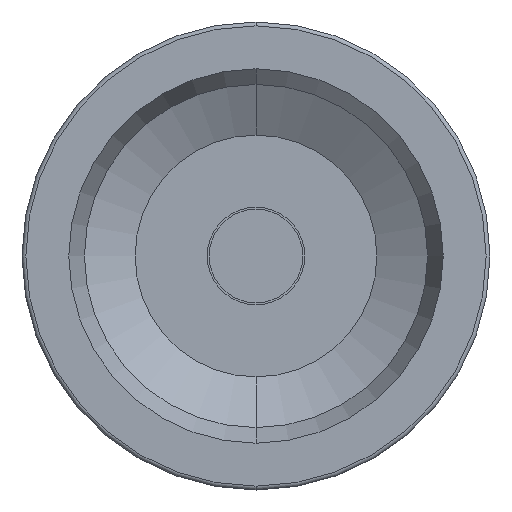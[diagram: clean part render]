
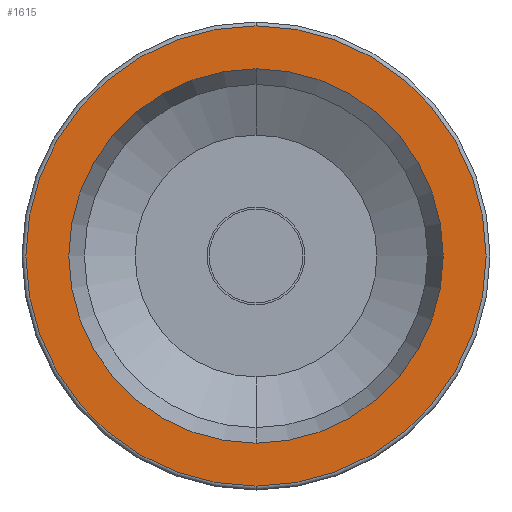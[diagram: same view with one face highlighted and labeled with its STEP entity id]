
A CAD part, front view. The second image highlights one B-rep face of the part: STEP entity #1615.
In plain terms, the highlighted planar face has unit normal (0, -1, 0).
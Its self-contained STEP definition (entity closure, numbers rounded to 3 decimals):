
#145 = AXIS2_PLACEMENT_3D ( 'NONE', #259, #258, #314 ) ;
#258 = DIRECTION ( 'NONE',  ( 0., -1., 0. ) ) ;
#259 = CARTESIAN_POINT ( 'NONE',  ( 0., 0., 0. ) ) ;
#309 = CARTESIAN_POINT ( 'NONE',  ( 0., 0., -24. ) ) ;
#314 = DIRECTION ( 'NONE',  ( 0., 0., -1. ) ) ;
#315 = CIRCLE ( 'NONE', #145, 29.5 ) ;
#459 = CARTESIAN_POINT ( 'NONE',  ( 0., 0., 24. ) ) ;
#467 = DIRECTION ( 'NONE',  ( 0., 1., 0. ) ) ;
#468 = CARTESIAN_POINT ( 'NONE',  ( 0., 0., 0. ) ) ;
#469 = AXIS2_PLACEMENT_3D ( 'NONE', #468, #467, #500 ) ;
#470 = CIRCLE ( 'NONE', #469, 24. ) ;
#500 = DIRECTION ( 'NONE',  ( 0., 0., 1. ) ) ;
#520 = CARTESIAN_POINT ( 'NONE',  ( 0., 0., -29.5 ) ) ;
#521 = CARTESIAN_POINT ( 'NONE',  ( 0., 0., 29.5 ) ) ;
#536 = DIRECTION ( 'NONE',  ( 0., 0., -1. ) ) ;
#537 = DIRECTION ( 'NONE',  ( 0., -1., 0. ) ) ;
#538 = CARTESIAN_POINT ( 'NONE',  ( -30., 0., 0. ) ) ;
#539 = AXIS2_PLACEMENT_3D ( 'NONE', #538, #537, #536 ) ;
#540 = PLANE ( 'NONE',  #539 ) ;
#549 = DIRECTION ( 'NONE',  ( 0., 0., 1. ) ) ;
#550 = DIRECTION ( 'NONE',  ( 0., 1., 0. ) ) ;
#551 = CARTESIAN_POINT ( 'NONE',  ( 0., 0., 0. ) ) ;
#552 = AXIS2_PLACEMENT_3D ( 'NONE', #551, #550, #549 ) ;
#553 = CIRCLE ( 'NONE', #552, 24. ) ;
#557 = FACE_BOUND ( 'NONE', #1555, .T. ) ;
#558 = FACE_OUTER_BOUND ( 'NONE', #1616, .T. ) ;
#571 = DIRECTION ( 'NONE',  ( 0., 0., -1. ) ) ;
#572 = DIRECTION ( 'NONE',  ( 0., -1., 0. ) ) ;
#573 = CARTESIAN_POINT ( 'NONE',  ( 0., 0., 0. ) ) ;
#577 = AXIS2_PLACEMENT_3D ( 'NONE', #573, #572, #571 ) ;
#578 = CIRCLE ( 'NONE', #577, 29.5 ) ;
#1399 = VERTEX_POINT ( 'NONE', #309 ) ;
#1416 = EDGE_CURVE ( 'NONE', #1436, #1435, #315, .T. ) ;
#1435 = VERTEX_POINT ( 'NONE', #521 ) ;
#1436 = VERTEX_POINT ( 'NONE', #520 ) ;
#1467 = EDGE_CURVE ( 'NONE', #1399, #1479, #470, .T. ) ;
#1479 = VERTEX_POINT ( 'NONE', #459 ) ;
#1540 = ORIENTED_EDGE ( 'NONE', *, *, #1467, .T. ) ;
#1553 = ORIENTED_EDGE ( 'NONE', *, *, #1554, .T. ) ;
#1554 = EDGE_CURVE ( 'NONE', #1435, #1436, #578, .T. ) ;
#1555 = EDGE_LOOP ( 'NONE', ( #1540, #1579 ) ) ;
#1579 = ORIENTED_EDGE ( 'NONE', *, *, #1581, .T. ) ;
#1581 = EDGE_CURVE ( 'NONE', #1479, #1399, #553, .T. ) ;
#1615 = ADVANCED_FACE ( 'NONE', ( #558, #557 ), #540, .T. ) ;
#1616 = EDGE_LOOP ( 'NONE', ( #1617, #1553 ) ) ;
#1617 = ORIENTED_EDGE ( 'NONE', *, *, #1416, .T. ) ;
